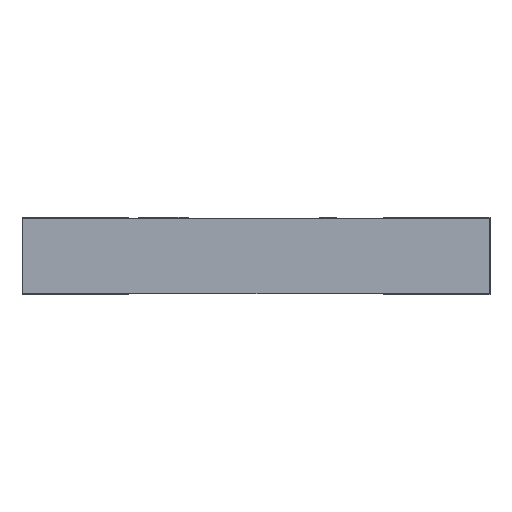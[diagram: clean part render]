
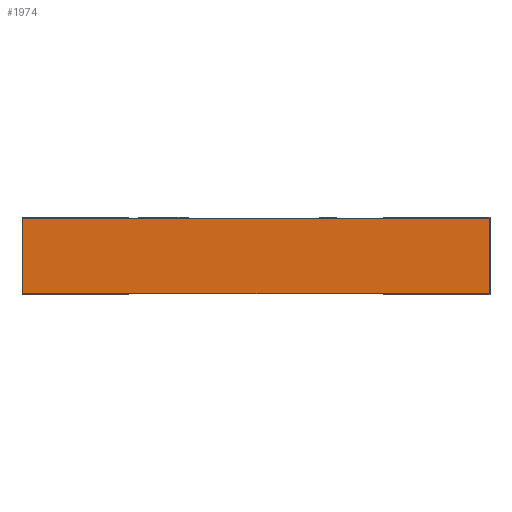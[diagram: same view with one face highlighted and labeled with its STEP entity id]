
A CAD part, left-side view. The second image highlights one B-rep face of the part: STEP entity #1974.
In plain terms, the highlighted planar face has unit normal (-1, 0, 0).
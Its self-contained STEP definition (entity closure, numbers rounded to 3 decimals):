
#209=FACE_OUTER_BOUND('',#311,.T.);
#311=EDGE_LOOP('',(#1738,#1739,#1740,#1741));
#460=LINE('',#3346,#672);
#504=LINE('',#3431,#716);
#522=LINE('',#3465,#734);
#523=LINE('',#3467,#735);
#672=VECTOR('',#2319,10.);
#716=VECTOR('',#2393,10.);
#734=VECTOR('',#2425,10.);
#735=VECTOR('',#2428,10.);
#885=VERTEX_POINT('',#3343);
#886=VERTEX_POINT('',#3345);
#912=VERTEX_POINT('',#3429);
#921=VERTEX_POINT('',#3463);
#1132=EDGE_CURVE('',#885,#886,#460,.T.);
#1176=EDGE_CURVE('',#885,#912,#504,.T.);
#1194=EDGE_CURVE('',#921,#912,#522,.T.);
#1195=EDGE_CURVE('',#886,#921,#523,.T.);
#1738=ORIENTED_EDGE('',*,*,#1132,.F.);
#1739=ORIENTED_EDGE('',*,*,#1176,.T.);
#1740=ORIENTED_EDGE('',*,*,#1194,.F.);
#1741=ORIENTED_EDGE('',*,*,#1195,.F.);
#1813=PLANE('',#2066);
#1974=ADVANCED_FACE('',(#209),#1813,.T.);
#2066=AXIS2_PLACEMENT_3D('',#3470,#2432,#2433);
#2319=DIRECTION('',(0.,1.,0.));
#2393=DIRECTION('',(0.,0.,1.));
#2425=DIRECTION('',(0.,-1.,0.));
#2428=DIRECTION('',(0.,0.,1.));
#2432=DIRECTION('center_axis',(-1.,0.,0.));
#2433=DIRECTION('ref_axis',(0.,-1.,0.));
#3343=CARTESIAN_POINT('',(-2.375,-3.075,0.));
#3345=CARTESIAN_POINT('',(-2.375,3.075,0.));
#3346=CARTESIAN_POINT('',(-2.375,-3.075,0.));
#3429=CARTESIAN_POINT('',(-2.375,-3.075,1.));
#3431=CARTESIAN_POINT('',(-2.375,-3.075,0.));
#3463=CARTESIAN_POINT('',(-2.375,3.075,1.));
#3465=CARTESIAN_POINT('',(-2.375,-3.075,1.));
#3467=CARTESIAN_POINT('',(-2.375,3.075,0.));
#3470=CARTESIAN_POINT('Origin',(-2.375,3.075,0.));
